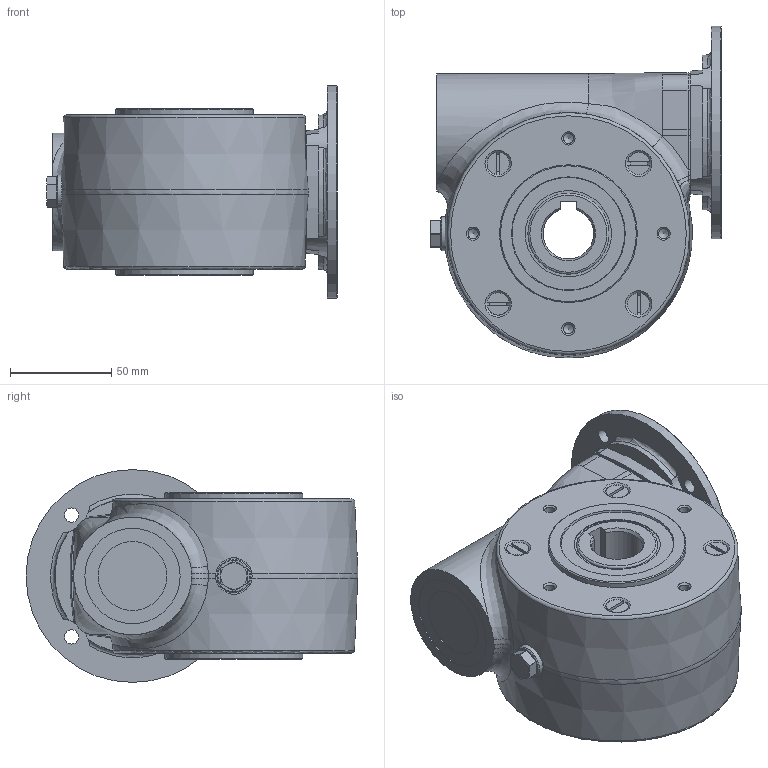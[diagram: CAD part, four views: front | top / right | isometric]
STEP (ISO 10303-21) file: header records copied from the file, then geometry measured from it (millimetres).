
FILE_DESCRIPTION(/* description */ ('Unknown'),/* implementation_level */ '2;1');
FILE_NAME(/* name */ '_P_N50_UNI_N_xx_0_MF_I_N_N_-Q_B3_-C_',/* time_stamp */ '2025-09-10T11:23:24+02:00',/* author */ ('Unknown'),/* organization */ ('Unknown'),/* preprocessor_version */ 'ST-DEVELOPER v18.104',/* originating_system */ 'Solid Edge',/* authorisation */ 'Unknown');
FILE_SCHEMA (('AUTOMOTIVE_DESIGN {1 0 10303 214 3 1 1}'));
Length unit declared in the file: millimetre
Products named in the file (6): _P_N50_UNI_N_xx_0_MF_I_N_N_-Q_B3_-C_; _B_N50_UNI_; 0505092P; I504045; VTBIM06x14
Assembly tree (8 placements, depth 3):
  _P_N50_UNI_N_xx_0_MF_I_N_N_-Q_B3_-C_
    _B_N50_UNI_
    0505092P
    I504045
      I504045
      VTBIM06x14  x4
Bounding box: 143.5 x 163.72 x 105 mm (x, y, z)
Volume: 1090565.7 mm3; surface area: 105543.8 mm2
Topology: 7 solids, 7 shells, 373 faces, 908 edges, 586 vertices
Faces by surface type: plane 138, cylinder 100, cone 80, bspline 30, torus 25
Full cylindrical faces by diameter (mm): 4.917 x22, 6 x4, 6.5 x4, 7 x4, 10 x4, 11 x4, 16.662 x1, 18 x1, 19.5 x1, 25 x1, 30 x1, 34 x1, 40 x1, 42.5 x2, 47 x3, 51.8 x1, 55 x1, 68 x2, 70 x1, 105 x1
Entity records: 12863 total; most frequent: CARTESIAN_POINT 4311, DIRECTION 1374, ORIENTED_EDGE 1262, EDGE_CURVE 631, AXIS2_PLACEMENT_3D 618, FACE_BOUND 498, EDGE_LOOP 488, VERTEX_POINT 465
